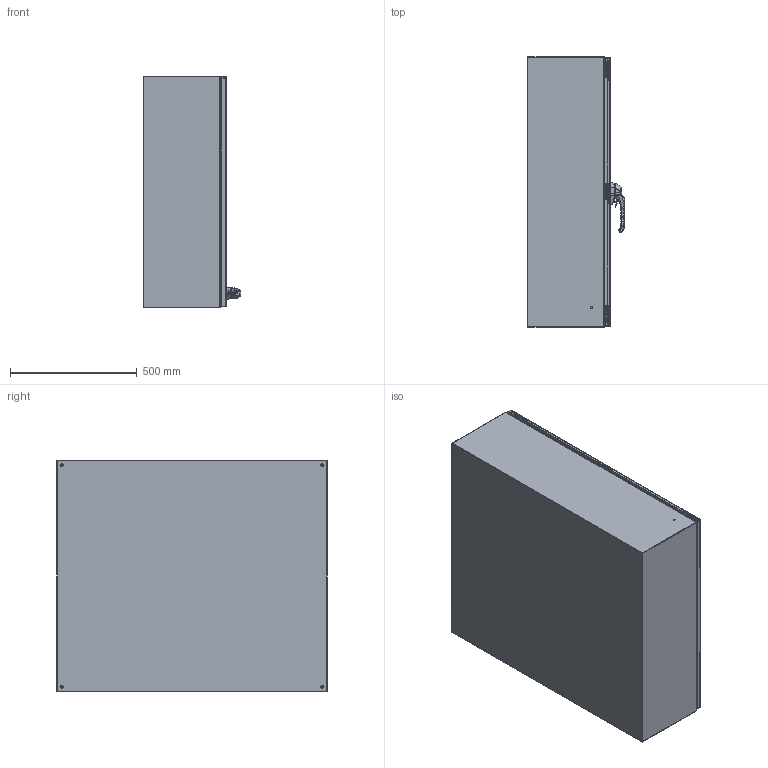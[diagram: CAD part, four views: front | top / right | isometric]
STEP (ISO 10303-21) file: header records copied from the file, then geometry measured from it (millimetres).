
FILE_DESCRIPTION((''),'2;1');
FILE_NAME('N412423612SS3PTC.iam.stp','2011-09-12T14:28:28',(''),(''),'Autodesk Inventor 2011','Autodesk Inventor 2011','');
FILE_SCHEMA(('AUTOMOTIVE_DESIGN { 1 0 10303 214 1 1 1 1 }'));
Length unit declared in the file: inch
Products named in the file (46): N412423612SS3PTC; N412423612SS3PTCBTB; N4124212SS3PTCLS; N4124212SS3PTCRS; 388151; 38846; HFW328176; 17376 PIN; 17380 SCREW; 17723 BOX LEAF; 17723-UTI BRACKET; 17910 SEALING WASHER; HFW328175; HFW3161; N4124236SS3PTCLID; HFW32451; 1091-73; 1091-B11_ASM; 1091-74-03; 1091-74-01; 1091-75; DIN3771_16X2_5; 2100-11; 1091-76; D125B_10_5; DIN985_M10; 1000-277-01; 1000-02; 1225-05; SPACER; 35196(1001-U11_ASSM); 1001-U11_AF0; DIN917_M6; 1001-u11-STUD; HFW37044; HFW37044-1049-03; HFW37044-1049-08; HFW37044-1049-09; 35196; 1000-B18_ASM ...
Assembly tree (68 placements, depth 4):
  N412423612SS3PTC
    N412423612SS3PTCBTB
    N4124212SS3PTCLS
    N4124212SS3PTCRS
    388151  x8
    38846  x2
    HFW328176  x3
      17376 PIN
      17380 SCREW
      17723 BOX LEAF
      17723-UTI BRACKET
      17910 SEALING WASHER
    HFW328175  x3
    HFW3161  x3
    N4124236SS3PTCLID
    HFW32451
      1091-73
      1091-B11_ASM
        1091-74-03
        1091-74-01
      1091-75
      DIN3771_16X2_5
      2100-11
      1091-76
      D125B_10_5
      DIN985_M10
      1000-277-01  x2
      1000-02
      1225-05
      SPACER
    35196(1001-U11_ASSM)  x2
      1001-U11_AF0
      DIN917_M6
      1001-u11-STUD
    HFW37044  x2
      HFW37044-1049-03
      HFW37044-1049-08
      HFW37044-1049-09
    35196
      1000-B18_ASM
        1000-73
        1000-67  x2
      D6799_5  x2
      1000-u49_asm  x2
        1000-105
        D933_M5X8
Bounding box: 385.23 x 1066.8 x 914.4 mm (x, y, z)
Volume: 6502821.1 mm3; surface area: 6843764.2 mm2
Topology: 78 solids, 78 shells, 3550 faces, 8434 edges, 5017 vertices
Faces by surface type: cylinder 1297, plane 1203, bspline 384, cone 307, torus 254, sphere 105
Full cylindrical faces by diameter (mm): 2.362 x6, 2.5 x1, 2.7 x2, 3 x1, 3.1 x2, 3.15 x1, 3.175 x3, 3.317 x102, 3.5 x1, 3.861 x6, 3.962 x3, 4 x4, 4.064 x2, 4.166 x102, 4.2 x6, 4.25 x6, 4.3 x2, 4.366 x6, 4.572 x6, 4.762 x6, 5 x6, 5.4 x3, 6 x8, 6.03 x2, 6.2 x2, 6.3 x2, 6.35 x14, 6.502 x6, 6.733 x2, 6.985 x8
Entity records: 93700 total; most frequent: CARTESIAN_POINT 43900, DIRECTION 10260, ORIENTED_EDGE 9622, EDGE_CURVE 4811, AXIS2_PLACEMENT_3D 4025, VERTEX_POINT 2975, EDGE_LOOP 2560, VECTOR 2210
